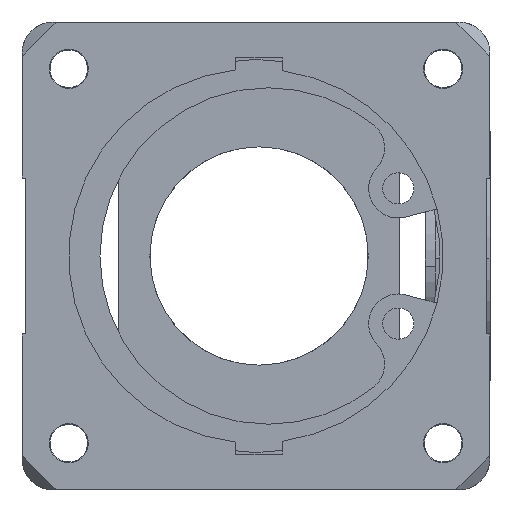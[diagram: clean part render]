
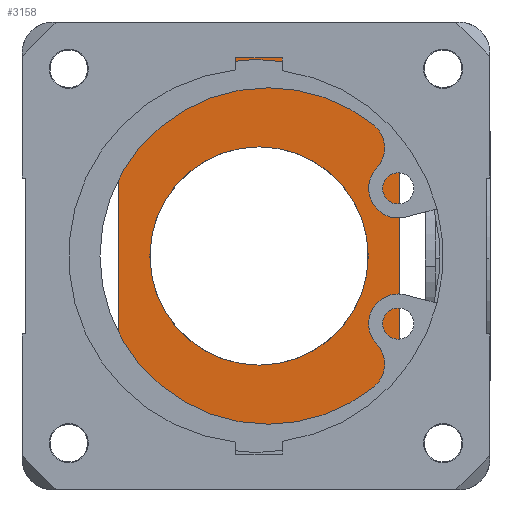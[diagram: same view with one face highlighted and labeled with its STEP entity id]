
A CAD part, left-side view. The second image highlights one B-rep face of the part: STEP entity #3158.
In plain terms, the highlighted planar face has unit normal (-1, 0, 0).
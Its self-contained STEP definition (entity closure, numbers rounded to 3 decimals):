
#123 = CIRCLE ( 'NONE', #5011, 3. ) ;
#136 = AXIS2_PLACEMENT_3D ( 'NONE', #4476, #8596, #11577 ) ;
#340 = AXIS2_PLACEMENT_3D ( 'NONE', #8053, #4811, #11915 ) ;
#508 = VECTOR ( 'NONE', #3846, 1000. ) ;
#692 = DIRECTION ( 'NONE',  ( 0., 0., 1. ) ) ;
#987 = FACE_OUTER_BOUND ( 'NONE', #12305, .T. ) ;
#1116 = VERTEX_POINT ( 'NONE', #9016 ) ;
#1354 = EDGE_CURVE ( 'NONE', #11940, #9967, #3104, .T. ) ;
#1437 = DIRECTION ( 'NONE',  ( 0., 0., 1. ) ) ;
#1443 = EDGE_CURVE ( 'NONE', #8082, #7685, #123, .T. ) ;
#1934 = ORIENTED_EDGE ( 'NONE', *, *, #12238, .F. ) ;
#1950 = ORIENTED_EDGE ( 'NONE', *, *, #6527, .F. ) ;
#2251 = CIRCLE ( 'NONE', #136, 3. ) ;
#2375 = VECTOR ( 'NONE', #8708, 1000. ) ;
#2407 = CARTESIAN_POINT ( 'NONE',  ( -17.8, 1.3, 12.7 ) ) ;
#2500 = ORIENTED_EDGE ( 'NONE', *, *, #7569, .F. ) ;
#2626 = ORIENTED_EDGE ( 'NONE', *, *, #3844, .F. ) ;
#2697 = VECTOR ( 'NONE', #1437, 1000. ) ;
#2878 = ORIENTED_EDGE ( 'NONE', *, *, #10092, .F. ) ;
#2942 = CIRCLE ( 'NONE', #7413, 11.4 ) ;
#3023 = VERTEX_POINT ( 'NONE', #8902 ) ;
#3024 = LINE ( 'NONE', #5883, #508 ) ;
#3104 = CIRCLE ( 'NONE', #340, 11.4 ) ;
#3158 = ADVANCED_FACE ( 'NONE', ( #987, #5038 ), #9214, .F. ) ;
#3352 = DIRECTION ( 'NONE',  ( 1., 0., 0. ) ) ;
#3407 = CARTESIAN_POINT ( 'NONE',  ( -17.8, -0.2, -11.4 ) ) ;
#3463 = VERTEX_POINT ( 'NONE', #4417 ) ;
#3464 = ORIENTED_EDGE ( 'NONE', *, *, #7200, .F. ) ;
#3605 = CARTESIAN_POINT ( 'NONE',  ( -17.8, -1.7, 12.7 ) ) ;
#3657 = AXIS2_PLACEMENT_3D ( 'NONE', #11419, #8356, #9350 ) ;
#3844 = EDGE_CURVE ( 'NONE', #3463, #11078, #2942, .T. ) ;
#3846 = DIRECTION ( 'NONE',  ( 0., 0., -1. ) ) ;
#3972 = AXIS2_PLACEMENT_3D ( 'NONE', #9025, #8237, #12281 ) ;
#4294 = CARTESIAN_POINT ( 'NONE',  ( -17.8, 7.943, 7.978 ) ) ;
#4319 = VERTEX_POINT ( 'NONE', #12049 ) ;
#4359 = DIRECTION ( 'NONE',  ( 0., 0., 1. ) ) ;
#4417 = CARTESIAN_POINT ( 'NONE',  ( -17.8, -1.7, 11.301 ) ) ;
#4432 = EDGE_CURVE ( 'NONE', #6493, #11940, #13164, .T. ) ;
#4451 = CARTESIAN_POINT ( 'NONE',  ( -17.8, -9.2, -5.879 ) ) ;
#4476 = CARTESIAN_POINT ( 'NONE',  ( -17.8, -6.2, 5.879 ) ) ;
#4478 = CARTESIAN_POINT ( 'NONE',  ( -17.8, 8.8, 5.879 ) ) ;
#4488 = VERTEX_POINT ( 'NONE', #5185 ) ;
#4623 = CARTESIAN_POINT ( 'NONE',  ( -17.8, 8.8, -5.879 ) ) ;
#4779 = LINE ( 'NONE', #7578, #2375 ) ;
#4811 = DIRECTION ( 'NONE',  ( 1., 0., 0. ) ) ;
#4931 = CARTESIAN_POINT ( 'NONE',  ( -17.8, 5.8, 5.879 ) ) ;
#5011 = AXIS2_PLACEMENT_3D ( 'NONE', #4931, #6798, #9911 ) ;
#5038 = FACE_BOUND ( 'NONE', #6120, .T. ) ;
#5185 = CARTESIAN_POINT ( 'NONE',  ( -17.8, -0.2, 7. ) ) ;
#5351 = LINE ( 'NONE', #4623, #2697 ) ;
#5565 = AXIS2_PLACEMENT_3D ( 'NONE', #10633, #12842, #692 ) ;
#5650 = CIRCLE ( 'NONE', #6498, 3. ) ;
#5883 = CARTESIAN_POINT ( 'NONE',  ( -17.8, -9.2, -5.879 ) ) ;
#5979 = EDGE_CURVE ( 'NONE', #4319, #4488, #9168, .T. ) ;
#6029 = EDGE_CURVE ( 'NONE', #6763, #3463, #10698, .T. ) ;
#6120 = EDGE_LOOP ( 'NONE', ( #12303, #10142 ) ) ;
#6185 = EDGE_CURVE ( 'NONE', #4488, #4319, #9372, .T. ) ;
#6493 = VERTEX_POINT ( 'NONE', #9656 ) ;
#6498 = AXIS2_PLACEMENT_3D ( 'NONE', #8449, #10485, #8513 ) ;
#6527 = EDGE_CURVE ( 'NONE', #3023, #8082, #5351, .T. ) ;
#6763 = VERTEX_POINT ( 'NONE', #7533 ) ;
#6798 = DIRECTION ( 'NONE',  ( 1., 0., 0. ) ) ;
#6963 = DIRECTION ( 'NONE',  ( 1., 0., 0. ) ) ;
#7021 = EDGE_CURVE ( 'NONE', #9967, #3023, #5650, .T. ) ;
#7084 = CARTESIAN_POINT ( 'NONE',  ( -17.8, -6.2, -5.879 ) ) ;
#7095 = DIRECTION ( 'NONE',  ( 0., 0., 1. ) ) ;
#7140 = CIRCLE ( 'NONE', #11382, 11.4 ) ;
#7200 = EDGE_CURVE ( 'NONE', #11078, #1116, #2251, .T. ) ;
#7406 = DIRECTION ( 'NONE',  ( 0., 0., 1. ) ) ;
#7413 = AXIS2_PLACEMENT_3D ( 'NONE', #12209, #9352, #7095 ) ;
#7533 = CARTESIAN_POINT ( 'NONE',  ( -17.8, -1.7, 12.7 ) ) ;
#7569 = EDGE_CURVE ( 'NONE', #11695, #6493, #9291, .T. ) ;
#7578 = CARTESIAN_POINT ( 'NONE',  ( -17.8, 1.3, 12.7 ) ) ;
#7662 = DIRECTION ( 'NONE',  ( 0., 0., -1. ) ) ;
#7685 = VERTEX_POINT ( 'NONE', #4294 ) ;
#7920 = LINE ( 'NONE', #8974, #10529 ) ;
#7940 = ORIENTED_EDGE ( 'NONE', *, *, #7021, .F. ) ;
#8037 = CARTESIAN_POINT ( 'NONE',  ( -17.8, -8.343, 7.978 ) ) ;
#8053 = CARTESIAN_POINT ( 'NONE',  ( -17.8, -0.2, 0. ) ) ;
#8082 = VERTEX_POINT ( 'NONE', #4478 ) ;
#8085 = DIRECTION ( 'NONE',  ( 0., 0., 1. ) ) ;
#8237 = DIRECTION ( 'NONE',  ( 1., 0., 0. ) ) ;
#8356 = DIRECTION ( 'NONE',  ( 1., 0., 0. ) ) ;
#8449 = CARTESIAN_POINT ( 'NONE',  ( -17.8, 5.8, -5.879 ) ) ;
#8513 = DIRECTION ( 'NONE',  ( 0., 0., -1. ) ) ;
#8596 = DIRECTION ( 'NONE',  ( 1., 0., 0. ) ) ;
#8708 = DIRECTION ( 'NONE',  ( 0., 0., 1. ) ) ;
#8731 = CARTESIAN_POINT ( 'NONE',  ( -17.8, -0.2, 0. ) ) ;
#8782 = VERTEX_POINT ( 'NONE', #2407 ) ;
#8902 = CARTESIAN_POINT ( 'NONE',  ( -17.8, 8.8, -5.879 ) ) ;
#8974 = CARTESIAN_POINT ( 'NONE',  ( -17.8, -0.2, 12.7 ) ) ;
#9016 = CARTESIAN_POINT ( 'NONE',  ( -17.8, -9.2, 5.879 ) ) ;
#9025 = CARTESIAN_POINT ( 'NONE',  ( -17.8, -0.2, 0. ) ) ;
#9084 = AXIS2_PLACEMENT_3D ( 'NONE', #7084, #6963, #8085 ) ;
#9127 = AXIS2_PLACEMENT_3D ( 'NONE', #12449, #3352, #7406 ) ;
#9131 = EDGE_CURVE ( 'NONE', #8782, #6763, #7920, .T. ) ;
#9168 = CIRCLE ( 'NONE', #5565, 7. ) ;
#9214 = PLANE ( 'NONE',  #3972 ) ;
#9291 = CIRCLE ( 'NONE', #9084, 3. ) ;
#9350 = DIRECTION ( 'NONE',  ( 0., 0., 1. ) ) ;
#9352 = DIRECTION ( 'NONE',  ( 1., 0., 0. ) ) ;
#9372 = CIRCLE ( 'NONE', #3657, 7. ) ;
#9656 = CARTESIAN_POINT ( 'NONE',  ( -17.8, -8.343, -7.978 ) ) ;
#9895 = DIRECTION ( 'NONE',  ( 0., -1., 0. ) ) ;
#9911 = DIRECTION ( 'NONE',  ( 0., 0., -1. ) ) ;
#9967 = VERTEX_POINT ( 'NONE', #12310 ) ;
#9979 = VERTEX_POINT ( 'NONE', #11376 ) ;
#10092 = EDGE_CURVE ( 'NONE', #7685, #9979, #7140, .T. ) ;
#10142 = ORIENTED_EDGE ( 'NONE', *, *, #6185, .T. ) ;
#10467 = DIRECTION ( 'NONE',  ( 1., 0., 0. ) ) ;
#10485 = DIRECTION ( 'NONE',  ( 1., 0., 0. ) ) ;
#10529 = VECTOR ( 'NONE', #9895, 1000. ) ;
#10578 = ORIENTED_EDGE ( 'NONE', *, *, #1443, .F. ) ;
#10633 = CARTESIAN_POINT ( 'NONE',  ( -17.8, -0.2, 0. ) ) ;
#10698 = LINE ( 'NONE', #3605, #11926 ) ;
#11078 = VERTEX_POINT ( 'NONE', #8037 ) ;
#11376 = CARTESIAN_POINT ( 'NONE',  ( -17.8, 1.3, 11.301 ) ) ;
#11382 = AXIS2_PLACEMENT_3D ( 'NONE', #8731, #10467, #4359 ) ;
#11419 = CARTESIAN_POINT ( 'NONE',  ( -17.8, -0.2, 0. ) ) ;
#11577 = DIRECTION ( 'NONE',  ( 0., 0., 1. ) ) ;
#11590 = ORIENTED_EDGE ( 'NONE', *, *, #12644, .F. ) ;
#11695 = VERTEX_POINT ( 'NONE', #4451 ) ;
#11915 = DIRECTION ( 'NONE',  ( 0., 0., 1. ) ) ;
#11926 = VECTOR ( 'NONE', #7662, 1000. ) ;
#11940 = VERTEX_POINT ( 'NONE', #3407 ) ;
#12049 = CARTESIAN_POINT ( 'NONE',  ( -17.8, -0.2, -7. ) ) ;
#12209 = CARTESIAN_POINT ( 'NONE',  ( -17.8, -0.2, 0. ) ) ;
#12211 = ORIENTED_EDGE ( 'NONE', *, *, #1354, .F. ) ;
#12238 = EDGE_CURVE ( 'NONE', #9979, #8782, #4779, .T. ) ;
#12281 = DIRECTION ( 'NONE',  ( 0., 0., 1. ) ) ;
#12303 = ORIENTED_EDGE ( 'NONE', *, *, #5979, .T. ) ;
#12305 = EDGE_LOOP ( 'NONE', ( #12436, #1934, #2878, #10578, #1950, #7940, #12211, #13015, #2500, #11590, #3464, #2626, #12743 ) ) ;
#12310 = CARTESIAN_POINT ( 'NONE',  ( -17.8, 7.943, -7.978 ) ) ;
#12436 = ORIENTED_EDGE ( 'NONE', *, *, #9131, .F. ) ;
#12449 = CARTESIAN_POINT ( 'NONE',  ( -17.8, -0.2, 0. ) ) ;
#12644 = EDGE_CURVE ( 'NONE', #1116, #11695, #3024, .T. ) ;
#12743 = ORIENTED_EDGE ( 'NONE', *, *, #6029, .F. ) ;
#12842 = DIRECTION ( 'NONE',  ( 1., 0., 0. ) ) ;
#13015 = ORIENTED_EDGE ( 'NONE', *, *, #4432, .F. ) ;
#13164 = CIRCLE ( 'NONE', #9127, 11.4 ) ;
